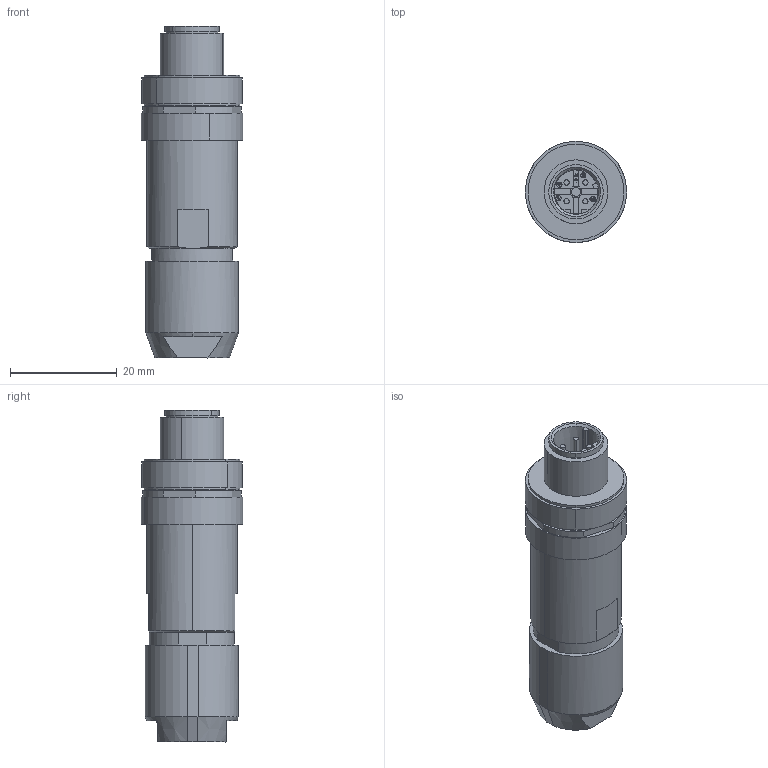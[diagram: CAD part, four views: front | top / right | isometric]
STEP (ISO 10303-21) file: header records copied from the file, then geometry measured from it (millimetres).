
FILE_DESCRIPTION(/* description */ ('Alibre Inc.'),/* implementation_level */ '2;1');
FILE_NAME(/* name */ 'export-DE12B8A3-9C11-40FF-974D-B8584BF72827',/* time_stamp */ '2024-11-15T14:38:31+01:00',/* author */ (''),/* organization */ (''),/* preprocessor_version */ 'ST-DEVELOPER v17',/* originating_system */ 'Alibre',/* authorisation */ '');
FILE_SCHEMA (('AUTOMOTIVE_DESIGN'));
Length unit declared in the file: millimetre
Products named in the file (3): SACC_M12M...D_4PL_SH_PN-select; SACC_M12S_GEH-select; SACC_M12MSD_4PL_SH_PN-select
Bounding box: 19 x 19 x 62.32 mm (x, y, z)
Volume: 10189.3 mm3; surface area: 7942.4 mm2
Topology: 2 solids, 2 shells, 514 faces, 1409 edges, 935 vertices
Faces by surface type: plane 269, cylinder 177, cone 50, bspline 13, torus 5
Entity records: 17609 total; most frequent: CARTESIAN_POINT 4500, ORIENTED_EDGE 2810, DIRECTION 2265, EDGE_CURVE 1405, VERTEX_POINT 935, AXIS2_PLACEMENT_3D 883, VECTOR 773, LINE 773
